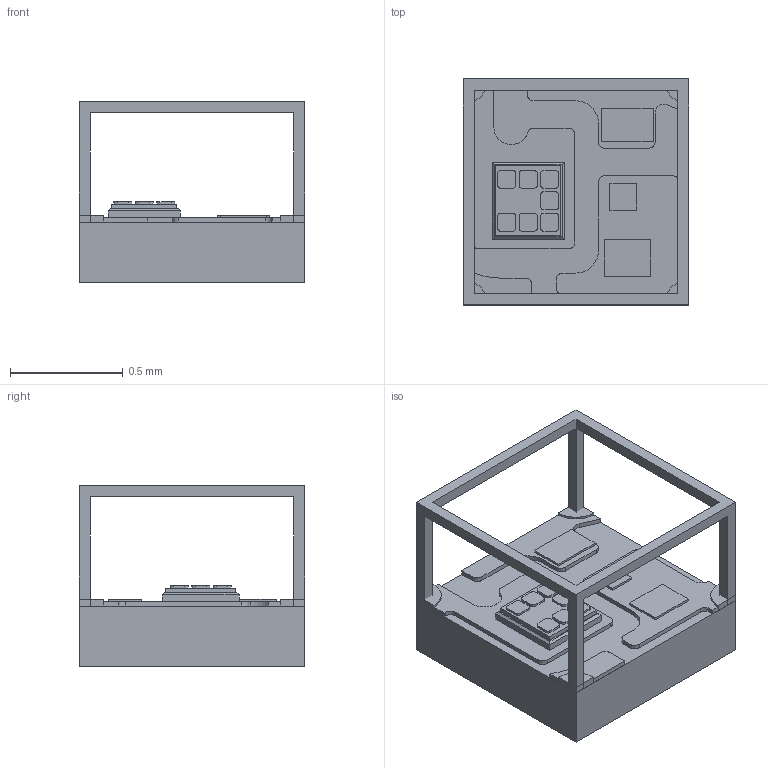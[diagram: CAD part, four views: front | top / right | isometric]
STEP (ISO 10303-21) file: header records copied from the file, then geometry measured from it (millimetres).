
FILE_DESCRIPTION(/* description */ (''),/* implementation_level */ '2;1');
FILE_NAME(/* name */ 'LedV2 v4.step',/* time_stamp */ '2022-12-03T16:09:16+08:00',/* author */ (''),/* organization */ (''),/* preprocessor_version */ 'ST-DEVELOPER v19.2',/* originating_system */ 'Autodesk Translation Framework v11.17.0.187',/* authorisation */ '');
FILE_SCHEMA (('AUTOMOTIVE_DESIGN { 1 0 10303 214 3 1 1 }'));
Length unit declared in the file: millimetre
Products named in the file (1): LedV2
Bounding box: 1 x 1 x 0.8 mm (x, y, z)
Volume: 0.3 mm3; surface area: 6.3 mm2
Topology: 21 solids, 21 shells, 219 faces, 515 edges, 338 vertices
Faces by surface type: plane 162, cylinder 44, bspline 13
Entity records: 6729 total; most frequent: CARTESIAN_POINT 1661, ORIENTED_EDGE 1030, DIRECTION 966, EDGE_CURVE 515, LINE 376, VECTOR 376, VERTEX_POINT 338, AXIS2_PLACEMENT_3D 295
